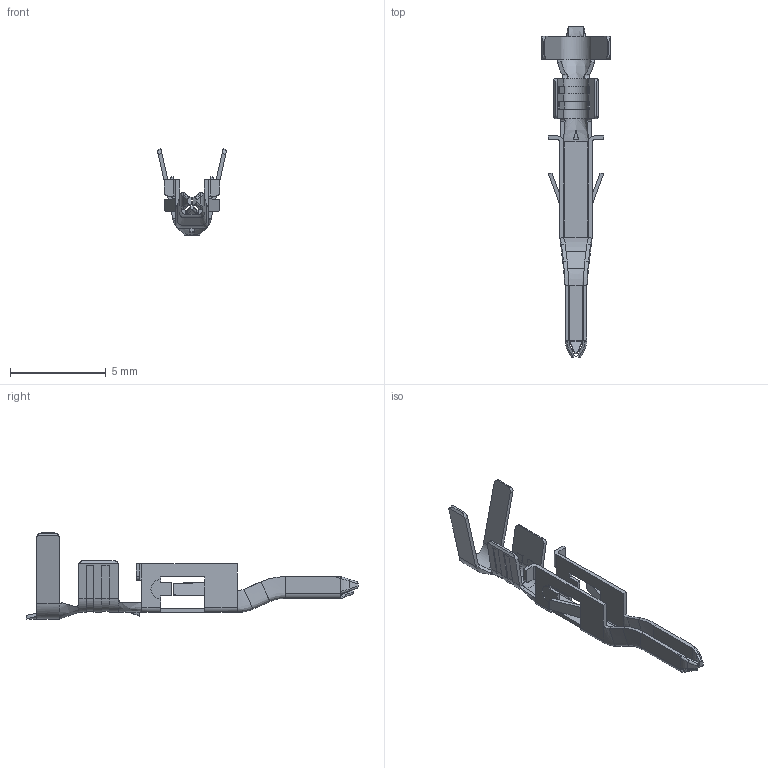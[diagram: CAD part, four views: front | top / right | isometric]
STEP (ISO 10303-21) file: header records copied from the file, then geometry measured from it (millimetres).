
FILE_DESCRIPTION(/* description */ ('Unknown'),/* implementation_level */ '2;1');
FILE_NAME(/* name */ '64900813722',/* time_stamp */ '2016-06-27T15:48:11+02:00',/* author */ ('Unknown'),/* organization */ ('Unknown'),/* preprocessor_version */ 'ST-DEVELOPER v16.7',/* originating_system */ 'DEX',/* authorisation */ $);
FILE_SCHEMA (('AUTOMOTIVE_DESIGN {1 0 10303 214 3 1 1}'));
Length unit declared in the file: millimetre
Products named in the file (1): 64900813722
Bounding box: 3.6 x 17.35 x 4.5 mm (x, y, z)
Volume: 14.5 mm3; surface area: 171.1 mm2
Topology: 1 solids, 1 shells, 238 faces, 659 edges, 419 vertices
Faces by surface type: plane 138, cylinder 68, bspline 29, sphere 3
Entity records: 10030 total; most frequent: CARTESIAN_POINT 4202, ORIENTED_EDGE 1310, DIRECTION 1073, EDGE_CURVE 655, VERTEX_POINT 417, LINE 397, VECTOR 397, AXIS2_PLACEMENT_3D 338
